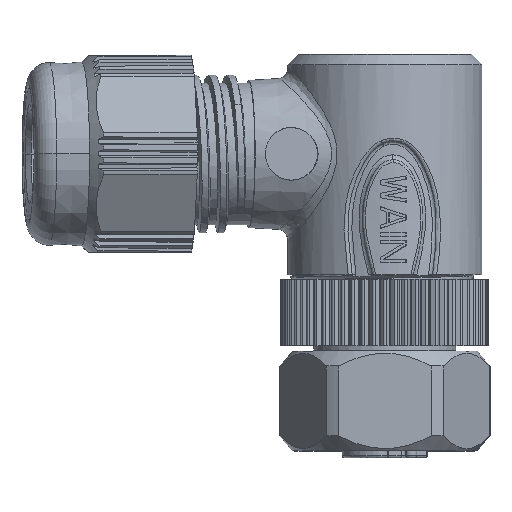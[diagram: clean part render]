
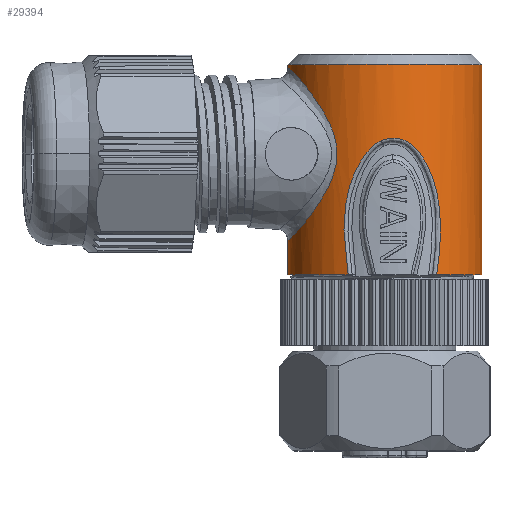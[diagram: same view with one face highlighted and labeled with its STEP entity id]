
A CAD part, top view. The second image highlights one B-rep face of the part: STEP entity #29394.
In plain terms, the highlighted cylindrical face has radius 9.25 mm (diameter 18.5 mm), a partial arc.
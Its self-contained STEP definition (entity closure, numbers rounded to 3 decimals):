
#10107=CARTESIAN_POINT('',(0.,6.899,0.));
#10108=DIRECTION('',(0.,1.,0.));
#10109=DIRECTION('',(0.533,0.,0.846));
#10110=AXIS2_PLACEMENT_3D('',#10107,#10108,#10109);
#10207=CARTESIAN_POINT('',(0.,6.899,0.));
#10208=DIRECTION('',(0.,1.,0.));
#10209=DIRECTION('',(-0.996,0.,0.087));
#10210=AXIS2_PLACEMENT_3D('',#10207,#10208,#10209);
#10239=CARTESIAN_POINT('',(-0.351,19.647,
9.243));
#10240=CARTESIAN_POINT('',(-0.208,19.712,
9.249));
#10241=CARTESIAN_POINT('',(0.089,19.817,
9.253));
#10242=CARTESIAN_POINT('',(0.538,19.893,
9.239));
#10243=CARTESIAN_POINT('',(1.072,19.893,9.192));
#10244=CARTESIAN_POINT('',(1.52,19.816,9.128));
#10245=CARTESIAN_POINT('',(1.949,19.664,9.046));
#10246=CARTESIAN_POINT('',(2.388,19.415,8.94));
#10247=CARTESIAN_POINT('',(2.835,19.048,8.809));
#10248=CARTESIAN_POINT('',(3.275,18.555,8.655));
#10249=CARTESIAN_POINT('',(3.698,17.934,8.483));
#10250=CARTESIAN_POINT('',(4.099,17.187,8.296));
#10251=CARTESIAN_POINT('',(4.483,16.313,8.095));
#10252=CARTESIAN_POINT('',(4.83,15.282,7.892));
#10253=CARTESIAN_POINT('',(5.105,14.058,7.715));
#10254=CARTESIAN_POINT('',(5.274,12.618,7.599));
#10255=CARTESIAN_POINT('',(5.313,10.953,7.572));
#10256=CARTESIAN_POINT('',(5.207,9.061,7.646));
#10257=CARTESIAN_POINT('',(5.038,7.646,7.758));
#10258=CARTESIAN_POINT('',(4.933,6.899,7.825));
#10260=CARTESIAN_POINT('',(-3.495,6.899,
8.564));
#10261=CARTESIAN_POINT('',(-3.618,7.649,
8.514));
#10262=CARTESIAN_POINT('',(-3.804,9.071,
8.433));
#10263=CARTESIAN_POINT('',(-3.913,10.959,
8.381));
#10264=CARTESIAN_POINT('',(-3.87,12.622,
8.402));
#10265=CARTESIAN_POINT('',(-3.688,14.065,
8.484));
#10266=CARTESIAN_POINT('',(-3.387,15.291,
8.61));
#10267=CARTESIAN_POINT('',(-3.008,16.32,
8.751));
#10268=CARTESIAN_POINT('',(-2.593,17.191,
8.883));
#10269=CARTESIAN_POINT('',(-2.165,17.937,
8.997));
#10270=CARTESIAN_POINT('',(-1.719,18.556,
9.093));
#10271=CARTESIAN_POINT('',(-1.26,19.049,
9.168));
#10272=CARTESIAN_POINT('',(-0.798,19.415,
9.219));
#10273=CARTESIAN_POINT('',(-0.498,19.581,
9.238));
#10274=CARTESIAN_POINT('',(-0.351,19.647,
9.243));
#10282=DIRECTION('',(0.,-1.,0.));
#10283=VECTOR('',#10282,20.);
#10284=CARTESIAN_POINT('',(9.215,26.899,
-0.806));
#10285=LINE('',#10284,#10283);
#10286=CARTESIAN_POINT('',(-9.215,10.225,
0.806));
#10287=CARTESIAN_POINT('',(-9.191,10.225,
1.081));
#10288=CARTESIAN_POINT('',(-9.118,10.258,
1.633));
#10289=CARTESIAN_POINT('',(-8.932,10.408,
2.454));
#10290=CARTESIAN_POINT('',(-8.665,10.666,
3.276));
#10291=CARTESIAN_POINT('',(-8.311,11.046,
4.094));
#10292=CARTESIAN_POINT('',(-7.864,11.564,
4.901));
#10293=CARTESIAN_POINT('',(-7.32,12.238,
5.682));
#10294=CARTESIAN_POINT('',(-6.695,13.075,
6.407));
#10295=CARTESIAN_POINT('',(-6.026,14.072,
7.035));
#10296=CARTESIAN_POINT('',(-5.452,15.075,
7.481));
#10297=CARTESIAN_POINT('',(-5.026,16.003,
7.769));
#10298=CARTESIAN_POINT('',(-4.738,16.869,
7.946));
#10299=CARTESIAN_POINT('',(-4.581,17.655,
8.036));
#10300=CARTESIAN_POINT('',(-4.532,18.399,
8.064));
#10301=CARTESIAN_POINT('',(-4.581,19.143,
8.036));
#10302=CARTESIAN_POINT('',(-4.738,19.929,
7.946));
#10303=CARTESIAN_POINT('',(-5.026,20.794,
7.769));
#10304=CARTESIAN_POINT('',(-5.452,21.722,
7.481));
#10305=CARTESIAN_POINT('',(-6.026,22.725,
7.034));
#10306=CARTESIAN_POINT('',(-6.694,23.722,
6.407));
#10307=CARTESIAN_POINT('',(-7.32,24.559,
5.682));
#10308=CARTESIAN_POINT('',(-7.863,25.233,
4.901));
#10309=CARTESIAN_POINT('',(-8.311,25.751,
4.094));
#10310=CARTESIAN_POINT('',(-8.665,26.131,
3.276));
#10311=CARTESIAN_POINT('',(-8.932,26.39,
2.454));
#10312=CARTESIAN_POINT('',(-9.118,26.54,
1.633));
#10313=CARTESIAN_POINT('',(-9.191,26.572,
1.081));
#10314=CARTESIAN_POINT('',(-9.215,26.572,
0.806));
#10316=DIRECTION('',(0.,1.,0.));
#10317=VECTOR('',#10316,0.326);
#10318=CARTESIAN_POINT('',(-9.215,26.572,
0.806));
#10319=LINE('',#10318,#10317);
#10331=CARTESIAN_POINT('',(0.,26.899,0.));
#10332=DIRECTION('',(0.,-1.,0.));
#10333=DIRECTION('',(0.996,0.,-0.087));
#10334=AXIS2_PLACEMENT_3D('',#10331,#10332,#10333);
#10431=DIRECTION('',(0.,-1.,0.));
#10432=VECTOR('',#10431,3.326);
#10433=CARTESIAN_POINT('',(-9.215,10.225,
0.806));
#10434=LINE('',#10433,#10432);
#10456=CARTESIAN_POINT('',(-9.215,26.572,
0.806));
#15049=VERTEX_POINT('',#10456);
#15050=VERTEX_POINT('',#10286);
#15051=CARTESIAN_POINT('',(-9.215,26.899,0.806));
#15052=CARTESIAN_POINT('',(9.215,26.899,
-0.806));
#15053=VERTEX_POINT('',#15051);
#15054=VERTEX_POINT('',#15052);
#15055=CARTESIAN_POINT('',(-9.215,6.899,
0.806));
#15056=VERTEX_POINT('',#15055);
#15061=CARTESIAN_POINT('',(9.215,6.899,
-0.806));
#15062=VERTEX_POINT('',#15061);
#15203=CARTESIAN_POINT('',(4.933,6.899,7.825));
#15204=VERTEX_POINT('',#15203);
#15205=VERTEX_POINT('',#10239);
#15206=VERTEX_POINT('',#10260);
#29373=CARTESIAN_POINT('',(0.,0.699,0.));
#29374=DIRECTION('',(0.,1.,0.));
#29375=DIRECTION('',(0.996,0.,-0.087));
#29376=AXIS2_PLACEMENT_3D('',#29373,#29374,#29375);
#29377=CYLINDRICAL_SURFACE('',#29376,9.25);
#29379=ORIENTED_EDGE('',*,*,#29378,.F.);
#29381=ORIENTED_EDGE('',*,*,#29380,.T.);
#29382=ORIENTED_EDGE('',*,*,#28983,.F.);
#29383=ORIENTED_EDGE('',*,*,#29222,.F.);
#29384=ORIENTED_EDGE('',*,*,#29365,.F.);
#29385=ORIENTED_EDGE('',*,*,#29011,.F.);
#29387=ORIENTED_EDGE('',*,*,#29386,.F.);
#29389=ORIENTED_EDGE('',*,*,#29388,.T.);
#29391=ORIENTED_EDGE('',*,*,#29390,.T.);
#29392=EDGE_LOOP('',(#29379,#29381,#29382,#29383,#29384,#29385,#29387,#29389,
#29391));
#29393=FACE_OUTER_BOUND('',#29392,.F.);
#29394=ADVANCED_FACE('',(#29393),#29377,.T.);
#10111=CIRCLE('',#10110,9.25);
#10211=CIRCLE('',#10210,9.25);
#10259=B_SPLINE_CURVE_WITH_KNOTS('',3,(#10239,#10240,#10241,#10242,#10243,
#10244,#10245,#10246,#10247,#10248,#10249,#10250,#10251,#10252,#10253,#10254,
#10255,#10256,#10257,#10258),.UNSPECIFIED.,.F.,.F.,(4,1,1,1,1,1,1,1,1,1,1,1,1,1,
1,1,1,4),(0.,0.059,0.118,0.176,
0.235,0.294,0.353,0.412,
0.471,0.529,0.588,0.647,
0.706,0.765,0.824,0.882,
0.941,1.),.UNSPECIFIED.);
#10275=B_SPLINE_CURVE_WITH_KNOTS('',3,(#10260,#10261,#10262,#10263,#10264,
#10265,#10266,#10267,#10268,#10269,#10270,#10271,#10272,#10273,#10274),
.UNSPECIFIED.,.F.,.F.,(4,1,1,1,1,1,1,1,1,1,1,1,4),(0.,0.083,
0.167,0.25,0.333,0.417,0.5,
0.583,0.667,0.75,0.833,0.917,
1.),.UNSPECIFIED.);
#10315=B_SPLINE_CURVE_WITH_KNOTS('',3,(#10286,#10287,#10288,#10289,#10290,
#10291,#10292,#10293,#10294,#10295,#10296,#10297,#10298,#10299,#10300,#10301,
#10302,#10303,#10304,#10305,#10306,#10307,#10308,#10309,#10310,#10311,#10312,
#10313,#10314),.UNSPECIFIED.,.F.,.F.,(4,1,1,1,1,1,1,1,1,1,1,1,1,1,1,1,1,1,1,1,1,
1,1,1,1,1,4),(0.,0.038,0.077,0.115,
0.154,0.192,0.231,0.269,
0.308,0.346,0.385,0.423,
0.462,0.5,0.538,0.577,0.615,
0.654,0.692,0.731,0.769,
0.808,0.846,0.885,0.923,
0.962,1.),.UNSPECIFIED.);
#10335=CIRCLE('',#10334,9.25);
#28983=EDGE_CURVE('',#15204,#15062,#10111,.T.);
#29011=EDGE_CURVE('',#15056,#15206,#10211,.T.);
#29222=EDGE_CURVE('',#15205,#15204,#10259,.T.);
#29365=EDGE_CURVE('',#15206,#15205,#10275,.T.);
#29378=EDGE_CURVE('',#15054,#15053,#10335,.T.);
#29380=EDGE_CURVE('',#15054,#15062,#10285,.T.);
#29386=EDGE_CURVE('',#15050,#15056,#10434,.T.);
#29388=EDGE_CURVE('',#15050,#15049,#10315,.T.);
#29390=EDGE_CURVE('',#15049,#15053,#10319,.T.);
